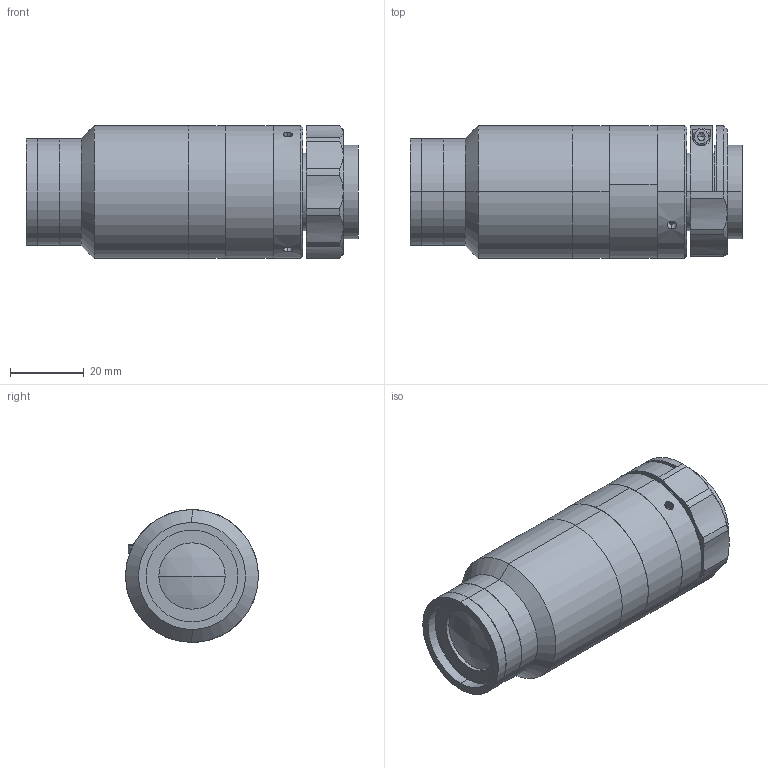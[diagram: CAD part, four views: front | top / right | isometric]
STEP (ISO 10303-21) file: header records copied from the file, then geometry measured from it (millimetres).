
FILE_DESCRIPTION (( 'STEP AP203' ), '1' );
FILE_NAME ('XF-MH035X212.STEP', '2020-08-24T07:09:33', ( 'canrill-02' ), ( '' ), 'SwSTEP 2.0', 'SolidWorks 2014', '' );
FILE_SCHEMA (( 'CONFIG_CONTROL_DESIGN' ));
Length unit declared in the file: millimetre
Products named in the file (1): XF-MH035X212
Bounding box: 90 x 36 x 36 mm (x, y, z)
Surface area: 16017.5 mm2 (no closed solid volume)
Topology: 0 solids, 10 shells, 100 faces, 264 edges, 176 vertices
Faces by surface type: cylinder 49, plane 32, cone 15, sphere 2, torus 2
Entity records: 3466 total; most frequent: CARTESIAN_POINT 860, DIRECTION 579, ORIENTED_EDGE 451, EDGE_CURVE 262, AXIS2_PLACEMENT_3D 239, VERTEX_POINT 176, CIRCLE 138, EDGE_LOOP 123
